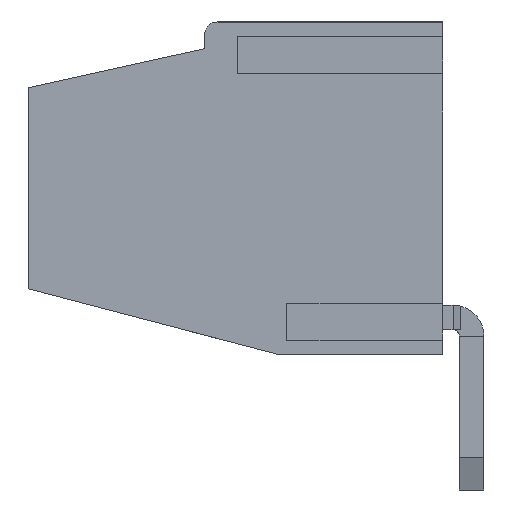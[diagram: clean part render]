
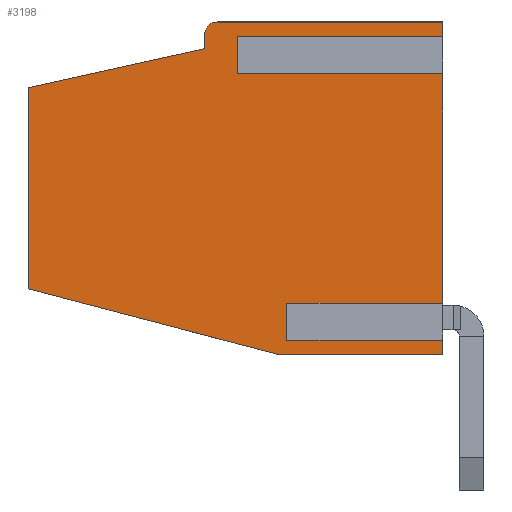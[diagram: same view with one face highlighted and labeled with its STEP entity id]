
A CAD part, left-side view. The second image highlights one B-rep face of the part: STEP entity #3198.
In plain terms, the highlighted face is planar.
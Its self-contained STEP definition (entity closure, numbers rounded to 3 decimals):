
#171 = ORIENTED_EDGE ( 'NONE', *, *, #5898, .F. ) ;
#178 = VECTOR ( 'NONE', #3402, 1000. ) ;
#222 = LINE ( 'NONE', #11733, #24086 ) ;
#431 = DIRECTION ( 'NONE',  ( 0., -1., 0. ) ) ;
#581 = ORIENTED_EDGE ( 'NONE', *, *, #4411, .T. ) ;
#683 = EDGE_CURVE ( 'NONE', #13383, #28564, #30327, .T. ) ;
#860 = VECTOR ( 'NONE', #4711, 1000. ) ;
#1063 = VECTOR ( 'NONE', #4881, 1000. ) ;
#1097 = VECTOR ( 'NONE', #5426, 1000. ) ;
#1254 = VECTOR ( 'NONE', #9147, 1000. ) ;
#1391 = DIRECTION ( 'NONE',  ( 0., 0., -1. ) ) ;
#1674 = EDGE_CURVE ( 'NONE', #10018, #6410, #29785, .T. ) ;
#1687 = CARTESIAN_POINT ( 'NONE',  ( 2.5, 7.032, 5.7 ) ) ;
#1957 = VECTOR ( 'NONE', #1391, 1000. ) ;
#1976 = VECTOR ( 'NONE', #14306, 1000. ) ;
#2091 = DIRECTION ( 'NONE',  ( -1., 0., 0. ) ) ;
#2114 = ORIENTED_EDGE ( 'NONE', *, *, #21694, .T. ) ;
#2348 = VECTOR ( 'NONE', #15737, 1000. ) ;
#2572 = DIRECTION ( 'NONE',  ( 0., 1., 0. ) ) ;
#2577 = ORIENTED_EDGE ( 'NONE', *, *, #11868, .T. ) ;
#2713 = DIRECTION ( 'NONE',  ( 0., 0., -1. ) ) ;
#3163 = LINE ( 'NONE', #29190, #1097 ) ;
#3198 = ADVANCED_FACE ( 'NONE', ( #11411 ), #18497, .F. ) ;
#3402 = DIRECTION ( 'NONE',  ( 0., 1., 0. ) ) ;
#3673 = VERTEX_POINT ( 'NONE', #10949 ) ;
#4055 = CARTESIAN_POINT ( 'NONE',  ( 2.5, 1.6, 10.8 ) ) ;
#4411 = EDGE_CURVE ( 'NONE', #5449, #17773, #29287, .T. ) ;
#4452 = CARTESIAN_POINT ( 'NONE',  ( 2.5, 7.032, 0.7 ) ) ;
#4711 = DIRECTION ( 'NONE',  ( 0., 0., -1. ) ) ;
#4881 = DIRECTION ( 'NONE',  ( 0., 0., -1. ) ) ;
#4987 = ORIENTED_EDGE ( 'NONE', *, *, #18224, .F. ) ;
#5366 = LINE ( 'NONE', #25924, #28612 ) ;
#5426 = DIRECTION ( 'NONE',  ( 0., 0., -1. ) ) ;
#5449 = VERTEX_POINT ( 'NONE', #21445 ) ;
#5708 = VERTEX_POINT ( 'NONE', #15907 ) ;
#5718 = CARTESIAN_POINT ( 'NONE',  ( 2.5, 6.5, 10.8 ) ) ;
#5845 = CARTESIAN_POINT ( 'NONE',  ( 2.5, 8.1, 10.8 ) ) ;
#5898 = EDGE_CURVE ( 'NONE', #12287, #19610, #22758, .T. ) ;
#6366 = EDGE_CURVE ( 'NONE', #25277, #28210, #25853, .T. ) ;
#6410 = VERTEX_POINT ( 'NONE', #10600 ) ;
#6714 = VERTEX_POINT ( 'NONE', #14625 ) ;
#6745 = CARTESIAN_POINT ( 'NONE',  ( 2.5, 7.568, 5.7 ) ) ;
#7357 = CARTESIAN_POINT ( 'NONE',  ( 2.5, 7.8, 6.2 ) ) ;
#7374 = ORIENTED_EDGE ( 'NONE', *, *, #16636, .F. ) ;
#7569 = LINE ( 'NONE', #5718, #20539 ) ;
#7618 = CARTESIAN_POINT ( 'NONE',  ( 2.5, 0., 10.8 ) ) ;
#7636 = ORIENTED_EDGE ( 'NONE', *, *, #28108, .F. ) ;
#7784 = CARTESIAN_POINT ( 'NONE',  ( 2.5, 7.568, 0.7 ) ) ;
#7833 = CARTESIAN_POINT ( 'NONE',  ( 2.5, 7.45, 6.5 ) ) ;
#7979 = VERTEX_POINT ( 'NONE', #4452 ) ;
#8122 = CARTESIAN_POINT ( 'NONE',  ( 2.5, 7.568, 5.7 ) ) ;
#8303 = LINE ( 'NONE', #5845, #1957 ) ;
#8311 = VECTOR ( 'NONE', #21682, 1000. ) ;
#9147 = DIRECTION ( 'NONE',  ( 0., 1., 0. ) ) ;
#9211 = CARTESIAN_POINT ( 'NONE',  ( 2.5, 8.1, 0.7 ) ) ;
#9237 = LINE ( 'NONE', #13239, #2348 ) ;
#9564 = DIRECTION ( 'NONE',  ( 0., -1., 0. ) ) ;
#9707 = EDGE_CURVE ( 'NONE', #17773, #5708, #222, .T. ) ;
#10018 = VERTEX_POINT ( 'NONE', #15738 ) ;
#10426 = ORIENTED_EDGE ( 'NONE', *, *, #24716, .F. ) ;
#10600 = CARTESIAN_POINT ( 'NONE',  ( 2.5, 7.8, 6.5 ) ) ;
#10949 = CARTESIAN_POINT ( 'NONE',  ( 2.5, 7.45, 6.5 ) ) ;
#10974 = EDGE_CURVE ( 'NONE', #22103, #26181, #29953, .T. ) ;
#11411 = FACE_OUTER_BOUND ( 'NONE', #24681, .T. ) ;
#11441 = ORIENTED_EDGE ( 'NONE', *, *, #9707, .T. ) ;
#11733 = CARTESIAN_POINT ( 'NONE',  ( 2.5, 1.068, 4.5 ) ) ;
#11868 = EDGE_CURVE ( 'NONE', #12287, #13383, #3163, .T. ) ;
#12265 = LINE ( 'NONE', #7833, #8311 ) ;
#12287 = VERTEX_POINT ( 'NONE', #8122 ) ;
#13239 = CARTESIAN_POINT ( 'NONE',  ( 2.5, 7.032, 5.7 ) ) ;
#13383 = VERTEX_POINT ( 'NONE', #7784 ) ;
#14305 = CARTESIAN_POINT ( 'NONE',  ( 2.5, 0., 0.7 ) ) ;
#14306 = DIRECTION ( 'NONE',  ( 0., 1., 0. ) ) ;
#14318 = VECTOR ( 'NONE', #2572, 1000. ) ;
#14433 = DIRECTION ( 'NONE',  ( 0., 1., 0. ) ) ;
#14625 = CARTESIAN_POINT ( 'NONE',  ( 2.5, 6.5, 10.8 ) ) ;
#14912 = CARTESIAN_POINT ( 'NONE',  ( 2.5, 0.532, 4.5 ) ) ;
#15737 = DIRECTION ( 'NONE',  ( 0., 0., -1. ) ) ;
#15738 = CARTESIAN_POINT ( 'NONE',  ( 2.5, 8.1, 6.2 ) ) ;
#15907 = CARTESIAN_POINT ( 'NONE',  ( 2.5, 1.068, 0.7 ) ) ;
#16636 = EDGE_CURVE ( 'NONE', #10018, #28564, #8303, .T. ) ;
#16732 = DIRECTION ( 'NONE',  ( 1., 0., 0. ) ) ;
#16751 = VECTOR ( 'NONE', #27772, 1000. ) ;
#16884 = ORIENTED_EDGE ( 'NONE', *, *, #10974, .F. ) ;
#17318 = ORIENTED_EDGE ( 'NONE', *, *, #29064, .T. ) ;
#17773 = VERTEX_POINT ( 'NONE', #26628 ) ;
#17847 = DIRECTION ( 'NONE',  ( 0., 0.254, 0.967 ) ) ;
#18224 = EDGE_CURVE ( 'NONE', #19610, #7979, #9237, .T. ) ;
#18497 = PLANE ( 'NONE',  #21230 ) ;
#18813 = CARTESIAN_POINT ( 'NONE',  ( 2.5, 8.1, 10.8 ) ) ;
#19380 = ORIENTED_EDGE ( 'NONE', *, *, #22830, .F. ) ;
#19610 = VERTEX_POINT ( 'NONE', #1687 ) ;
#20376 = ORIENTED_EDGE ( 'NONE', *, *, #683, .T. ) ;
#20539 = VECTOR ( 'NONE', #24450, 1000. ) ;
#21230 = AXIS2_PLACEMENT_3D ( 'NONE', #18813, #2091, #9564 ) ;
#21247 = CARTESIAN_POINT ( 'NONE',  ( 2.5, 1.6, 10.8 ) ) ;
#21445 = CARTESIAN_POINT ( 'NONE',  ( 2.5, 0.532, 4.5 ) ) ;
#21682 = DIRECTION ( 'NONE',  ( 0., 1., 0. ) ) ;
#21694 = EDGE_CURVE ( 'NONE', #22103, #25277, #23887, .T. ) ;
#22103 = VERTEX_POINT ( 'NONE', #26883 ) ;
#22758 = LINE ( 'NONE', #6745, #16751 ) ;
#22830 = EDGE_CURVE ( 'NONE', #3673, #6410, #12265, .T. ) ;
#23232 = CARTESIAN_POINT ( 'NONE',  ( 2.5, 0.532, 0.7 ) ) ;
#23417 = ORIENTED_EDGE ( 'NONE', *, *, #1674, .T. ) ;
#23581 = CARTESIAN_POINT ( 'NONE',  ( 2.5, 8.1, 0.7 ) ) ;
#23861 = ORIENTED_EDGE ( 'NONE', *, *, #26456, .F. ) ;
#23887 = LINE ( 'NONE', #7618, #860 ) ;
#23919 = CARTESIAN_POINT ( 'NONE',  ( 2.5, 0.532, 4.5 ) ) ;
#24086 = VECTOR ( 'NONE', #2713, 1000. ) ;
#24102 = ORIENTED_EDGE ( 'NONE', *, *, #6366, .T. ) ;
#24450 = DIRECTION ( 'NONE',  ( 0., 0.216, -0.976 ) ) ;
#24681 = EDGE_LOOP ( 'NONE', ( #7374, #23417, #19380, #7636, #23861, #16884, #2114, #24102, #10426, #581, #11441, #17318, #4987, #171, #2577, #20376 ) ) ;
#24716 = EDGE_CURVE ( 'NONE', #5449, #28210, #26204, .T. ) ;
#25277 = VERTEX_POINT ( 'NONE', #14305 ) ;
#25494 = LINE ( 'NONE', #9211, #1976 ) ;
#25853 = LINE ( 'NONE', #23581, #14318 ) ;
#25882 = CARTESIAN_POINT ( 'NONE',  ( 2.5, 8.1, 0.7 ) ) ;
#25924 = CARTESIAN_POINT ( 'NONE',  ( 2.5, 8.1, 10.8 ) ) ;
#26181 = VERTEX_POINT ( 'NONE', #21247 ) ;
#26204 = LINE ( 'NONE', #23919, #1063 ) ;
#26456 = EDGE_CURVE ( 'NONE', #26181, #6714, #5366, .T. ) ;
#26628 = CARTESIAN_POINT ( 'NONE',  ( 2.5, 1.068, 4.5 ) ) ;
#26883 = CARTESIAN_POINT ( 'NONE',  ( 2.5, 0., 4.7 ) ) ;
#27322 = AXIS2_PLACEMENT_3D ( 'NONE', #7357, #16732, #431 ) ;
#27772 = DIRECTION ( 'NONE',  ( 0., -1., 0. ) ) ;
#28108 = EDGE_CURVE ( 'NONE', #6714, #3673, #7569, .T. ) ;
#28210 = VERTEX_POINT ( 'NONE', #23232 ) ;
#28564 = VERTEX_POINT ( 'NONE', #29567 ) ;
#28612 = VECTOR ( 'NONE', #14433, 1000. ) ;
#28624 = VECTOR ( 'NONE', #17847, 1000. ) ;
#29064 = EDGE_CURVE ( 'NONE', #5708, #7979, #25494, .T. ) ;
#29190 = CARTESIAN_POINT ( 'NONE',  ( 2.5, 7.568, 5.7 ) ) ;
#29287 = LINE ( 'NONE', #14912, #178 ) ;
#29567 = CARTESIAN_POINT ( 'NONE',  ( 2.5, 8.1, 0.7 ) ) ;
#29785 = CIRCLE ( 'NONE', #27322, 0.3 ) ;
#29953 = LINE ( 'NONE', #4055, #28624 ) ;
#30327 = LINE ( 'NONE', #25882, #1254 ) ;
